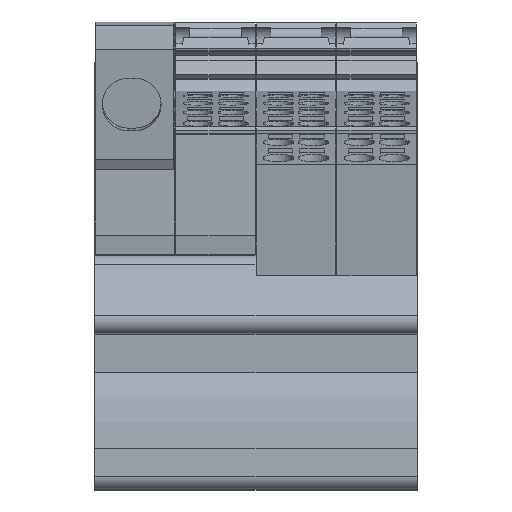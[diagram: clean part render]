
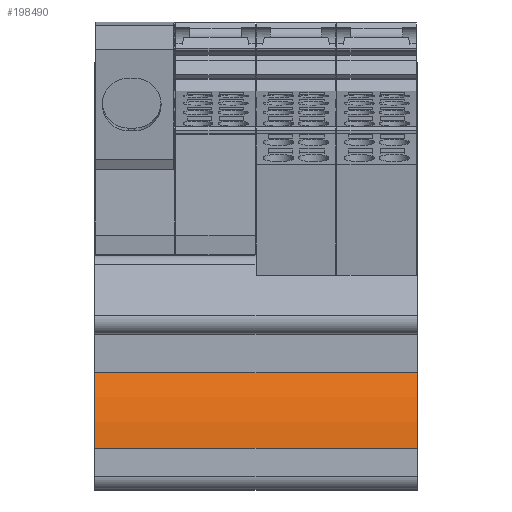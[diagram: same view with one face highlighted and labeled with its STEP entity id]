
A CAD part, front view. The second image highlights one B-rep face of the part: STEP entity #198490.
In plain terms, the highlighted cylindrical face has radius 30 mm (diameter 60 mm), a partial arc.
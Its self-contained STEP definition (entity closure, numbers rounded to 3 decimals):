
#177010=CARTESIAN_POINT('',(176.803,-56.677,36.45));
#177020=VERTEX_POINT('',#177010);
#177050=CARTESIAN_POINT('',(206.774,-57.986,36.45));
#177060=DIRECTION('',(0.,0.,1.));
#177070=DIRECTION('',(1.,0.,0.));
#177080=AXIS2_PLACEMENT_3D('',#177050,#177060,#177070);
#177090=CIRCLE('',#177080,30.);
#177100=CARTESIAN_POINT('',(179.618,-45.237,36.45));
#177110=VERTEX_POINT('',#177100);
#177120=EDGE_CURVE('',#177110,#177020,#177090,.T.);
#181230=CARTESIAN_POINT('',(179.618,-45.237,-12.15));
#181240=VERTEX_POINT('',#181230);
#181270=CARTESIAN_POINT('',(206.774,-57.986,-12.15));
#181280=DIRECTION('',(0.,0.,1.));
#181290=DIRECTION('',(1.,0.,0.));
#181300=AXIS2_PLACEMENT_3D('',#181270,#181280,#181290);
#181310=CIRCLE('',#181300,30.);
#181320=CARTESIAN_POINT('',(176.803,-56.677,-12.15));
#181330=VERTEX_POINT('',#181320);
#181340=EDGE_CURVE('',#181240,#181330,#181310,.T.);
#193080=CARTESIAN_POINT('',(179.618,-45.237,
6.15));
#193090=DIRECTION('',(0.,0.,1.));
#193100=VECTOR('',#193090,1.);
#193110=LINE('',#193080,#193100);
#193120=EDGE_CURVE('',#181240,#177110,#193110,.T.);
#198330=CARTESIAN_POINT('',(206.774,-57.986,
6.15));
#198340=DIRECTION('',(0.,0.,1.));
#198350=DIRECTION('',(1.,0.,0.));
#198360=AXIS2_PLACEMENT_3D('',#198330,#198340,#198350);
#198370=CYLINDRICAL_SURFACE('',#198360,30.);
#198380=ORIENTED_EDGE('',*,*,#181340,.T.);
#198390=ORIENTED_EDGE('',*,*,#193120,.F.);
#198400=ORIENTED_EDGE('',*,*,#177120,.F.);
#198410=CARTESIAN_POINT('',(176.803,-56.677,
6.15));
#198420=DIRECTION('',(0.,0.,1.));
#198430=VECTOR('',#198420,1.);
#198440=LINE('',#198410,#198430);
#198450=EDGE_CURVE('',#181330,#177020,#198440,.T.);
#198460=ORIENTED_EDGE('',*,*,#198450,.T.);
#198470=EDGE_LOOP('',(#198460,#198400,#198390,#198380));
#198480=FACE_OUTER_BOUND('',#198470,.T.);
#198490=ADVANCED_FACE('',(#198480),#198370,.T.);
